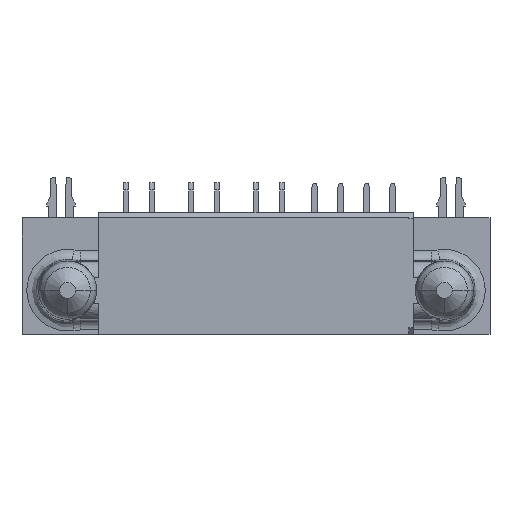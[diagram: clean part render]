
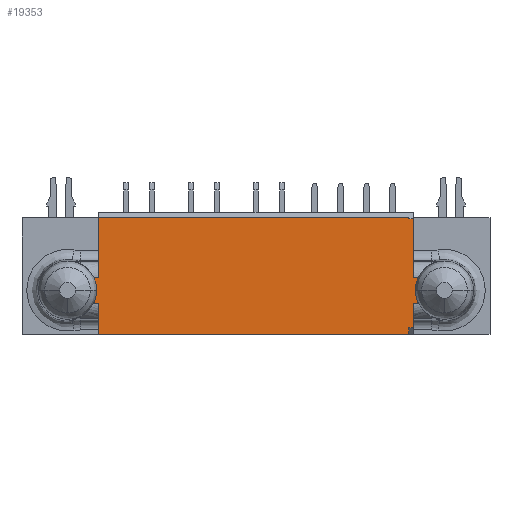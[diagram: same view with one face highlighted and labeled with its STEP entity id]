
A CAD part, front view. The second image highlights one B-rep face of the part: STEP entity #19353.
In plain terms, the highlighted planar face has unit normal (0, -1, 0).
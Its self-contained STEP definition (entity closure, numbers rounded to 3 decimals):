
#1185=CARTESIAN_POINT('',(-4.432,0.,-0.374));
#1186=VERTEX_POINT('',#1185);
#1199=CARTESIAN_POINT('',(-3.93,0.,-0.374));
#1200=VERTEX_POINT('',#1199);
#1201=CARTESIAN_POINT('',(-4.432,0.,-0.374));
#1202=DIRECTION('',(1.,0.,0.));
#1203=VECTOR('',#1202,0.502);
#1204=LINE('',#1201,#1203);
#1205=EDGE_CURVE('',#1186,#1200,#1204,.T.);
#1242=CARTESIAN_POINT('',(-4.13,0.,-1.65));
#1243=VERTEX_POINT('',#1242);
#1250=CARTESIAN_POINT('',(-6.98,0.,-1.65));
#1251=DIRECTION('',(1.,0.,0.));
#1252=DIRECTION('',(-0.,-1.,0.));
#1253=AXIS2_PLACEMENT_3D('',#1250,#1252,#1251);
#1254=CIRCLE('',#1253,2.85);
#1255=EDGE_CURVE('',#1243,#1186,#1254,.T.);
#1519=CARTESIAN_POINT('',(-4.432,0.,-2.926));
#1520=VERTEX_POINT('',#1519);
#1533=CARTESIAN_POINT('',(-6.98,0.,-1.65));
#1534=DIRECTION('',(0.894,0.,-0.448));
#1535=DIRECTION('',(0.,-1.,0.));
#1536=AXIS2_PLACEMENT_3D('',#1533,#1535,#1534);
#1537=CIRCLE('',#1536,2.85);
#1538=EDGE_CURVE('',#1520,#1243,#1537,.T.);
#3330=CARTESIAN_POINT('',(-3.93,0.,-2.926));
#3331=VERTEX_POINT('',#3330);
#3341=CARTESIAN_POINT('',(-3.93,0.,-2.926));
#3342=DIRECTION('',(-1.,0.,0.));
#3343=VECTOR('',#3342,0.502);
#3344=LINE('',#3341,#3343);
#3345=EDGE_CURVE('',#3331,#1520,#3344,.T.);
#3922=CARTESIAN_POINT('',(26.79,0.,-2.926));
#3923=VERTEX_POINT('',#3922);
#3931=CARTESIAN_POINT('',(26.79,0.,-5.32));
#3932=VERTEX_POINT('',#3931);
#3933=CARTESIAN_POINT('',(26.79,0.,-5.32));
#3934=DIRECTION('',(0.,0.,1.));
#3935=VECTOR('',#3934,2.394);
#3936=LINE('',#3933,#3935);
#3937=EDGE_CURVE('',#3932,#3923,#3936,.T.);
#4175=CARTESIAN_POINT('',(27.292,0.,-2.926));
#4176=VERTEX_POINT('',#4175);
#4189=CARTESIAN_POINT('',(26.79,0.,-2.926));
#4190=DIRECTION('',(1.,0.,0.));
#4191=VECTOR('',#4190,0.502);
#4192=LINE('',#4189,#4191);
#4193=EDGE_CURVE('',#3923,#4176,#4192,.T.);
#4224=CARTESIAN_POINT('',(26.99,0.,-1.65));
#4225=VERTEX_POINT('',#4224);
#4232=CARTESIAN_POINT('',(29.84,0.,-1.65));
#4233=DIRECTION('',(-0.894,0.,-0.448));
#4234=DIRECTION('',(0.,1.,-0.));
#4235=AXIS2_PLACEMENT_3D('',#4232,#4234,#4233);
#4236=CIRCLE('',#4235,2.85);
#4237=EDGE_CURVE('',#4176,#4225,#4236,.T.);
#4294=CARTESIAN_POINT('',(27.292,0.,-0.374));
#4295=VERTEX_POINT('',#4294);
#4308=CARTESIAN_POINT('',(29.84,0.,-1.65));
#4309=DIRECTION('',(-1.,0.,0.));
#4310=DIRECTION('',(-0.,1.,0.));
#4311=AXIS2_PLACEMENT_3D('',#4308,#4310,#4309);
#4312=CIRCLE('',#4311,2.85);
#4313=EDGE_CURVE('',#4225,#4295,#4312,.T.);
#4355=CARTESIAN_POINT('',(26.79,0.,-0.374));
#4356=VERTEX_POINT('',#4355);
#4364=CARTESIAN_POINT('',(27.292,0.,-0.374));
#4365=DIRECTION('',(-1.,0.,0.));
#4366=VECTOR('',#4365,0.502);
#4367=LINE('',#4364,#4366);
#4368=EDGE_CURVE('',#4295,#4356,#4367,.T.);
#4395=CARTESIAN_POINT('',(26.79,0.,5.32));
#4396=VERTEX_POINT('',#4395);
#4403=CARTESIAN_POINT('',(26.79,0.,-0.374));
#4404=DIRECTION('',(0.,0.,1.));
#4405=VECTOR('',#4404,5.694);
#4406=LINE('',#4403,#4405);
#4407=EDGE_CURVE('',#4356,#4396,#4406,.T.);
#19256=CARTESIAN_POINT('',(-3.93,0.,5.41));
#19257=VERTEX_POINT('',#19256);
#19258=CARTESIAN_POINT('',(-3.93,0.,-0.374));
#19259=DIRECTION('',(0.,0.,1.));
#19260=VECTOR('',#19259,5.784);
#19261=LINE('',#19258,#19260);
#19262=EDGE_CURVE('',#1200,#19257,#19261,.T.);
#19283=CARTESIAN_POINT('',(11.43,0.,-0.28));
#19284=DIRECTION('',(1.,0.,0.));
#19285=DIRECTION('',(0.,-1.,0.));
#19286=AXIS2_PLACEMENT_3D('',#19283,#19285,#19284);
#19287=PLANE('',#19286);
#19288=ORIENTED_EDGE('',*,*,#1205,.F.);
#19289=ORIENTED_EDGE('',*,*,#1255,.F.);
#19290=ORIENTED_EDGE('',*,*,#1538,.F.);
#19291=ORIENTED_EDGE('',*,*,#3345,.F.);
#19292=CARTESIAN_POINT('',(-3.93,0.,-5.97));
#19293=VERTEX_POINT('',#19292);
#19294=CARTESIAN_POINT('',(-3.93,0.,-2.926));
#19295=DIRECTION('',(0.,0.,-1.));
#19296=VECTOR('',#19295,3.044);
#19297=LINE('',#19294,#19296);
#19298=EDGE_CURVE('',#3331,#19293,#19297,.T.);
#19299=ORIENTED_EDGE('',*,*,#19298,.T.);
#19300=CARTESIAN_POINT('',(26.365,0.,-5.97));
#19301=VERTEX_POINT('',#19300);
#19302=CARTESIAN_POINT('',(26.365,0.,-5.97));
#19303=DIRECTION('',(-1.,0.,0.));
#19304=VECTOR('',#19303,30.295);
#19305=LINE('',#19302,#19304);
#19306=EDGE_CURVE('',#19301,#19293,#19305,.T.);
#19307=ORIENTED_EDGE('',*,*,#19306,.F.);
#19308=CARTESIAN_POINT('',(26.365,0.,-5.32));
#19309=VERTEX_POINT('',#19308);
#19310=CARTESIAN_POINT('',(26.365,0.,-5.97));
#19311=DIRECTION('',(0.,0.,1.));
#19312=VECTOR('',#19311,0.65);
#19313=LINE('',#19310,#19312);
#19314=EDGE_CURVE('',#19301,#19309,#19313,.T.);
#19315=ORIENTED_EDGE('',*,*,#19314,.T.);
#19316=CARTESIAN_POINT('',(26.365,0.,-5.32));
#19317=DIRECTION('',(1.,0.,0.));
#19318=VECTOR('',#19317,0.425);
#19319=LINE('',#19316,#19318);
#19320=EDGE_CURVE('',#19309,#3932,#19319,.T.);
#19321=ORIENTED_EDGE('',*,*,#19320,.T.);
#19322=ORIENTED_EDGE('',*,*,#3937,.T.);
#19323=ORIENTED_EDGE('',*,*,#4193,.T.);
#19324=ORIENTED_EDGE('',*,*,#4237,.T.);
#19325=ORIENTED_EDGE('',*,*,#4313,.T.);
#19326=ORIENTED_EDGE('',*,*,#4368,.T.);
#19327=ORIENTED_EDGE('',*,*,#4407,.T.);
#19328=CARTESIAN_POINT('',(26.365,0.,5.32));
#19329=VERTEX_POINT('',#19328);
#19330=CARTESIAN_POINT('',(26.79,0.,5.32));
#19331=DIRECTION('',(-1.,0.,0.));
#19332=VECTOR('',#19331,0.425);
#19333=LINE('',#19330,#19332);
#19334=EDGE_CURVE('',#4396,#19329,#19333,.T.);
#19335=ORIENTED_EDGE('',*,*,#19334,.T.);
#19336=CARTESIAN_POINT('',(26.365,0.,5.41));
#19337=VERTEX_POINT('',#19336);
#19338=CARTESIAN_POINT('',(26.365,0.,5.32));
#19339=DIRECTION('',(0.,0.,1.));
#19340=VECTOR('',#19339,0.09);
#19341=LINE('',#19338,#19340);
#19342=EDGE_CURVE('',#19329,#19337,#19341,.T.);
#19343=ORIENTED_EDGE('',*,*,#19342,.T.);
#19344=CARTESIAN_POINT('',(26.365,0.,5.41));
#19345=DIRECTION('',(-1.,0.,0.));
#19346=VECTOR('',#19345,30.295);
#19347=LINE('',#19344,#19346);
#19348=EDGE_CURVE('',#19337,#19257,#19347,.T.);
#19349=ORIENTED_EDGE('',*,*,#19348,.T.);
#19350=ORIENTED_EDGE('',*,*,#19262,.F.);
#19351=EDGE_LOOP('',(#19288,#19289,#19290,#19291,#19299,#19307,#19315,#19321,#19322,#19323,#19324,#19325,#19326,#19327,#19335,#19343,#19349,#19350));
#19352=FACE_OUTER_BOUND('',#19351,.T.);
#19353=ADVANCED_FACE('',(#19352),#19287,.T.);
